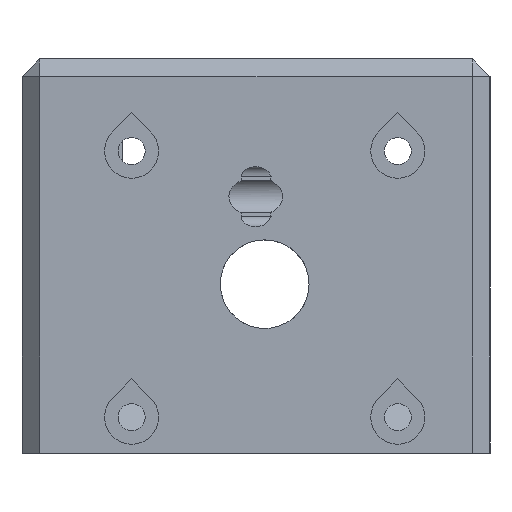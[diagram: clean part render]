
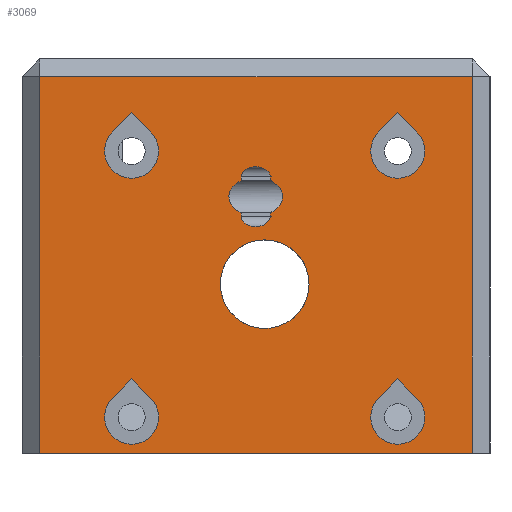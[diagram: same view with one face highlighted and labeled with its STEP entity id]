
A CAD part, left-side view. The second image highlights one B-rep face of the part: STEP entity #3069.
In plain terms, the highlighted planar face has unit normal (-1, 0, 0).
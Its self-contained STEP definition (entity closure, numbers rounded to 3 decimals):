
#15=ELLIPSE('',#3226,1.63,1.153);
#16=ELLIPSE('',#3233,1.63,1.153);
#17=ELLIPSE('',#3241,3.036,2.147);
#18=ELLIPSE('',#3242,3.036,2.147);
#19=ELLIPSE('',#3243,3.036,2.147);
#139=LINE('',#4533,#491);
#142=LINE('',#4539,#494);
#147=LINE('',#4556,#499);
#150=LINE('',#4562,#502);
#258=LINE('',#4815,#610);
#263=LINE('',#4824,#615);
#267=LINE('',#4831,#619);
#276=LINE('',#4848,#628);
#277=LINE('',#4851,#629);
#278=LINE('',#4854,#630);
#279=LINE('',#4859,#631);
#280=LINE('',#4862,#632);
#281=LINE('',#4865,#633);
#282=LINE('',#4868,#634);
#283=LINE('',#4871,#635);
#284=LINE('',#4874,#636);
#491=VECTOR('',#3630,10.);
#494=VECTOR('',#3635,10.);
#499=VECTOR('',#3652,10.);
#502=VECTOR('',#3657,10.);
#610=VECTOR('',#3885,10.);
#615=VECTOR('',#3894,10.);
#619=VECTOR('',#3900,10.);
#628=VECTOR('',#3917,10.);
#629=VECTOR('',#3918,10.);
#630=VECTOR('',#3921,10.);
#631=VECTOR('',#3924,10.);
#632=VECTOR('',#3927,10.);
#633=VECTOR('',#3928,10.);
#634=VECTOR('',#3931,10.);
#635=VECTOR('',#3932,10.);
#636=VECTOR('',#3935,10.);
#774=FACE_BOUND('',#1067,.T.);
#775=FACE_BOUND('',#1068,.T.);
#776=FACE_BOUND('',#1069,.T.);
#777=FACE_BOUND('',#1070,.T.);
#778=FACE_BOUND('',#1071,.T.);
#779=FACE_BOUND('',#1072,.T.);
#878=FACE_OUTER_BOUND('',#1066,.T.);
#1066=EDGE_LOOP('',(#2389,#2390,#2391,#2392));
#1067=EDGE_LOOP('',(#2393,#2394,#2395,#2396,#2397,#2398,#2399,#2400,#2401));
#1068=EDGE_LOOP('',(#2402,#2403,#2404));
#1069=EDGE_LOOP('',(#2405));
#1070=EDGE_LOOP('',(#2406,#2407,#2408));
#1071=EDGE_LOOP('',(#2409,#2410,#2411));
#1072=EDGE_LOOP('',(#2412,#2413,#2414));
#1213=CIRCLE('',#3304,3.05);
#1214=CIRCLE('',#3305,5.);
#1215=CIRCLE('',#3306,3.05);
#1216=CIRCLE('',#3307,3.05);
#1217=CIRCLE('',#3308,3.05);
#1334=VERTEX_POINT('',#4523);
#1335=VERTEX_POINT('',#4524);
#1338=VERTEX_POINT('',#4532);
#1340=VERTEX_POINT('',#4538);
#1342=VERTEX_POINT('',#4546);
#1343=VERTEX_POINT('',#4547);
#1346=VERTEX_POINT('',#4555);
#1348=VERTEX_POINT('',#4561);
#1351=VERTEX_POINT('',#4571);
#1423=VERTEX_POINT('',#4782);
#1431=VERTEX_POINT('',#4808);
#1435=VERTEX_POINT('',#4822);
#1436=VERTEX_POINT('',#4827);
#1442=VERTEX_POINT('',#4849);
#1443=VERTEX_POINT('',#4850);
#1444=VERTEX_POINT('',#4852);
#1445=VERTEX_POINT('',#4855);
#1446=VERTEX_POINT('',#4857);
#1447=VERTEX_POINT('',#4858);
#1448=VERTEX_POINT('',#4860);
#1449=VERTEX_POINT('',#4863);
#1450=VERTEX_POINT('',#4864);
#1451=VERTEX_POINT('',#4866);
#1452=VERTEX_POINT('',#4869);
#1453=VERTEX_POINT('',#4870);
#1454=VERTEX_POINT('',#4872);
#1630=EDGE_CURVE('',#1334,#1335,#15,.T.);
#1634=EDGE_CURVE('',#1335,#1338,#139,.T.);
#1637=EDGE_CURVE('',#1340,#1334,#142,.T.);
#1641=EDGE_CURVE('',#1342,#1343,#16,.T.);
#1645=EDGE_CURVE('',#1343,#1346,#147,.T.);
#1648=EDGE_CURVE('',#1348,#1342,#150,.T.);
#1654=EDGE_CURVE('',#1346,#1351,#17,.T.);
#1655=EDGE_CURVE('',#1338,#1348,#18,.T.);
#1656=EDGE_CURVE('',#1351,#1340,#19,.T.);
#1777=EDGE_CURVE('',#1431,#1423,#258,.T.);
#1782=EDGE_CURVE('',#1435,#1431,#263,.T.);
#1786=EDGE_CURVE('',#1423,#1436,#267,.T.);
#1795=EDGE_CURVE('',#1436,#1435,#276,.T.);
#1796=EDGE_CURVE('',#1442,#1443,#277,.T.);
#1797=EDGE_CURVE('',#1443,#1444,#1213,.T.);
#1798=EDGE_CURVE('',#1444,#1442,#278,.T.);
#1799=EDGE_CURVE('',#1445,#1445,#1214,.T.);
#1800=EDGE_CURVE('',#1446,#1447,#279,.T.);
#1801=EDGE_CURVE('',#1447,#1448,#1215,.T.);
#1802=EDGE_CURVE('',#1448,#1446,#280,.T.);
#1803=EDGE_CURVE('',#1449,#1450,#281,.T.);
#1804=EDGE_CURVE('',#1450,#1451,#1216,.T.);
#1805=EDGE_CURVE('',#1451,#1449,#282,.T.);
#1806=EDGE_CURVE('',#1452,#1453,#283,.T.);
#1807=EDGE_CURVE('',#1453,#1454,#1217,.T.);
#1808=EDGE_CURVE('',#1454,#1452,#284,.T.);
#2389=ORIENTED_EDGE('',*,*,#1786,.F.);
#2390=ORIENTED_EDGE('',*,*,#1777,.F.);
#2391=ORIENTED_EDGE('',*,*,#1782,.F.);
#2392=ORIENTED_EDGE('',*,*,#1795,.F.);
#2393=ORIENTED_EDGE('',*,*,#1634,.T.);
#2394=ORIENTED_EDGE('',*,*,#1655,.T.);
#2395=ORIENTED_EDGE('',*,*,#1648,.T.);
#2396=ORIENTED_EDGE('',*,*,#1641,.T.);
#2397=ORIENTED_EDGE('',*,*,#1645,.T.);
#2398=ORIENTED_EDGE('',*,*,#1654,.T.);
#2399=ORIENTED_EDGE('',*,*,#1656,.T.);
#2400=ORIENTED_EDGE('',*,*,#1637,.T.);
#2401=ORIENTED_EDGE('',*,*,#1630,.T.);
#2402=ORIENTED_EDGE('',*,*,#1796,.T.);
#2403=ORIENTED_EDGE('',*,*,#1797,.T.);
#2404=ORIENTED_EDGE('',*,*,#1798,.T.);
#2405=ORIENTED_EDGE('',*,*,#1799,.T.);
#2406=ORIENTED_EDGE('',*,*,#1800,.T.);
#2407=ORIENTED_EDGE('',*,*,#1801,.T.);
#2408=ORIENTED_EDGE('',*,*,#1802,.T.);
#2409=ORIENTED_EDGE('',*,*,#1803,.T.);
#2410=ORIENTED_EDGE('',*,*,#1804,.T.);
#2411=ORIENTED_EDGE('',*,*,#1805,.T.);
#2412=ORIENTED_EDGE('',*,*,#1806,.T.);
#2413=ORIENTED_EDGE('',*,*,#1807,.T.);
#2414=ORIENTED_EDGE('',*,*,#1808,.T.);
#2917=PLANE('',#3303);
#3069=ADVANCED_FACE('',(#878,#774,#775,#776,#777,#778,#779),#2917,.T.);
#3226=AXIS2_PLACEMENT_3D('',#4525,#3622,#3623);
#3233=AXIS2_PLACEMENT_3D('',#4548,#3644,#3645);
#3241=AXIS2_PLACEMENT_3D('',#4573,#3669,#3670);
#3242=AXIS2_PLACEMENT_3D('',#4574,#3671,#3672);
#3243=AXIS2_PLACEMENT_3D('',#4575,#3673,#3674);
#3303=AXIS2_PLACEMENT_3D('',#4847,#3915,#3916);
#3304=AXIS2_PLACEMENT_3D('',#4853,#3919,#3920);
#3305=AXIS2_PLACEMENT_3D('',#4856,#3922,#3923);
#3306=AXIS2_PLACEMENT_3D('',#4861,#3925,#3926);
#3307=AXIS2_PLACEMENT_3D('',#4867,#3929,#3930);
#3308=AXIS2_PLACEMENT_3D('',#4873,#3933,#3934);
#3622=DIRECTION('center_axis',(1.,0.,0.));
#3623=DIRECTION('ref_axis',(0.,1.,0.));
#3630=DIRECTION('',(0.,0.,1.));
#3635=DIRECTION('',(0.,0.,-1.));
#3644=DIRECTION('center_axis',(1.,0.,0.));
#3645=DIRECTION('ref_axis',(0.,1.,0.));
#3652=DIRECTION('',(0.,0.,-1.));
#3657=DIRECTION('',(0.,0.,1.));
#3669=DIRECTION('center_axis',(1.,0.,0.));
#3670=DIRECTION('ref_axis',(0.,1.,0.));
#3671=DIRECTION('center_axis',(1.,0.,0.));
#3672=DIRECTION('ref_axis',(0.,1.,0.));
#3673=DIRECTION('center_axis',(1.,0.,0.));
#3674=DIRECTION('ref_axis',(0.,1.,0.));
#3885=DIRECTION('',(0.,-1.,0.));
#3894=DIRECTION('',(0.,0.,1.));
#3900=DIRECTION('',(0.,0.,-1.));
#3915=DIRECTION('center_axis',(-1.,0.,0.));
#3916=DIRECTION('ref_axis',(0.,0.,1.));
#3917=DIRECTION('',(0.,1.,0.));
#3918=DIRECTION('',(0.,-0.707,-0.707));
#3919=DIRECTION('center_axis',(1.,0.,0.));
#3920=DIRECTION('ref_axis',(0.,1.,0.));
#3921=DIRECTION('',(0.,-0.707,0.707));
#3922=DIRECTION('center_axis',(1.,0.,0.));
#3923=DIRECTION('ref_axis',(0.,1.,0.));
#3924=DIRECTION('',(0.,-0.707,-0.707));
#3925=DIRECTION('center_axis',(1.,0.,0.));
#3926=DIRECTION('ref_axis',(0.,1.,0.));
#3927=DIRECTION('',(0.,-0.707,0.707));
#3928=DIRECTION('',(0.,-0.707,-0.707));
#3929=DIRECTION('center_axis',(1.,0.,0.));
#3930=DIRECTION('ref_axis',(0.,1.,0.));
#3931=DIRECTION('',(0.,-0.707,0.707));
#3932=DIRECTION('',(0.,-0.707,-0.707));
#3933=DIRECTION('center_axis',(1.,0.,0.));
#3934=DIRECTION('ref_axis',(0.,1.,0.));
#3935=DIRECTION('',(0.,-0.707,0.707));
#4523=CARTESIAN_POINT('',(-6.,-0.63,7.643));
#4524=CARTESIAN_POINT('',(-6.,2.63,7.643));
#4525=CARTESIAN_POINT('Origin',(-6.,1.,7.643));
#4532=CARTESIAN_POINT('',(-6.,2.63,8.055));
#4533=CARTESIAN_POINT('',(-6.,2.63,5.615));
#4538=CARTESIAN_POINT('',(-6.,-0.63,8.055));
#4539=CARTESIAN_POINT('',(-6.,-0.63,5.409));
#4546=CARTESIAN_POINT('',(-6.,2.63,12.089));
#4547=CARTESIAN_POINT('',(-6.,-0.63,12.089));
#4548=CARTESIAN_POINT('Origin',(-6.,1.,12.089));
#4555=CARTESIAN_POINT('',(-6.,-0.63,11.677));
#4556=CARTESIAN_POINT('',(-6.,-0.63,7.426));
#4561=CARTESIAN_POINT('',(-6.,2.63,11.677));
#4562=CARTESIAN_POINT('',(-6.,2.63,7.632));
#4571=CARTESIAN_POINT('',(-6.,-2.036,9.866));
#4573=CARTESIAN_POINT('Origin',(-6.,1.,9.866));
#4574=CARTESIAN_POINT('Origin',(-6.,1.,9.866));
#4575=CARTESIAN_POINT('Origin',(-6.,1.,9.866));
#4782=CARTESIAN_POINT('',(-6.,-23.4,23.4));
#4808=CARTESIAN_POINT('',(-6.,25.361,23.4));
#4815=CARTESIAN_POINT('',(-6.,-12.21,23.4));
#4822=CARTESIAN_POINT('',(-6.,25.361,-19.05));
#4824=CARTESIAN_POINT('',(-6.,25.361,3.175));
#4827=CARTESIAN_POINT('',(-6.,-23.4,-19.05));
#4831=CARTESIAN_POINT('',(-6.,-23.4,-7.938));
#4847=CARTESIAN_POINT('Origin',(-6.,0.981,3.175));
#4848=CARTESIAN_POINT('',(-6.,25.361,-19.05));
#4849=CARTESIAN_POINT('',(-6.,15.,19.313));
#4850=CARTESIAN_POINT('',(-6.,12.843,17.157));
#4851=CARTESIAN_POINT('',(-6.,7.461,11.774));
#4852=CARTESIAN_POINT('',(-6.,17.157,17.157));
#4853=CARTESIAN_POINT('Origin',(-6.,15.,15.));
#4854=CARTESIAN_POINT('',(-6.,16.608,17.705));
#4855=CARTESIAN_POINT('',(-6.,-5.,0.));
#4856=CARTESIAN_POINT('Origin',(-6.,0.,0.));
#4857=CARTESIAN_POINT('',(-6.,15.,-10.687));
#4858=CARTESIAN_POINT('',(-6.,12.843,-12.843));
#4859=CARTESIAN_POINT('',(-6.,14.961,-10.726));
#4860=CARTESIAN_POINT('',(-6.,17.157,-12.843));
#4861=CARTESIAN_POINT('Origin',(-6.,15.,-15.));
#4862=CARTESIAN_POINT('',(-6.,9.108,-4.795));
#4863=CARTESIAN_POINT('',(-6.,-15.,19.313));
#4864=CARTESIAN_POINT('',(-6.,-17.157,17.157));
#4865=CARTESIAN_POINT('',(-6.,-15.039,19.274));
#4866=CARTESIAN_POINT('',(-6.,-12.843,17.157));
#4867=CARTESIAN_POINT('Origin',(-6.,-15.,15.));
#4868=CARTESIAN_POINT('',(-6.,-5.892,10.205));
#4869=CARTESIAN_POINT('',(-6.,-15.,-10.687));
#4870=CARTESIAN_POINT('',(-6.,-17.157,-12.843));
#4871=CARTESIAN_POINT('',(-6.,-7.539,-3.226));
#4872=CARTESIAN_POINT('',(-6.,-12.843,-12.843));
#4873=CARTESIAN_POINT('Origin',(-6.,-15.,-15.));
#4874=CARTESIAN_POINT('',(-6.,-13.392,-12.295));
